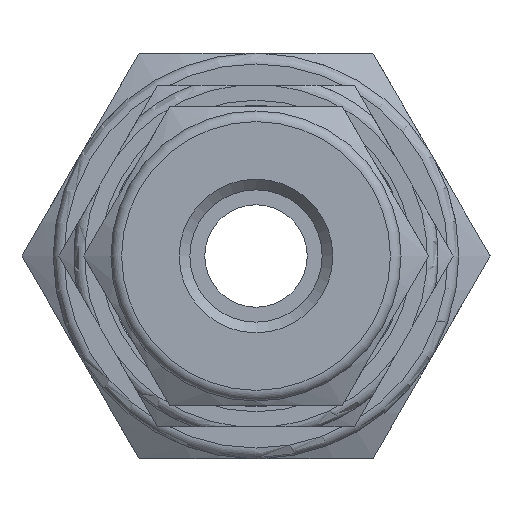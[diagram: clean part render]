
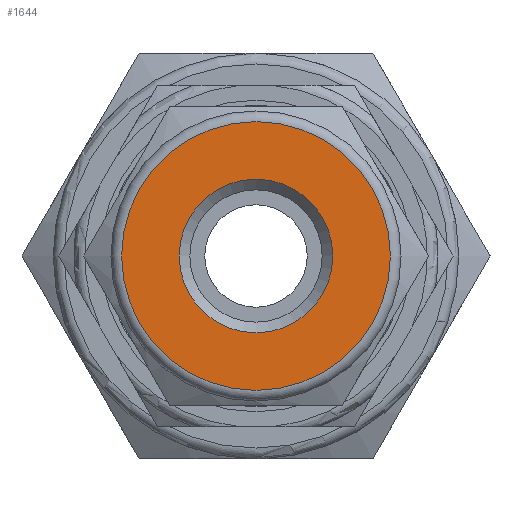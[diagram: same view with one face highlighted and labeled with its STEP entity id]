
A CAD part, left-side view. The second image highlights one B-rep face of the part: STEP entity #1644.
In plain terms, the highlighted planar face has unit normal (-1, 0, 0).
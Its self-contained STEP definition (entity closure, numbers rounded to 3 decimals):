
#76=FACE_BOUND('',#354,.T.);
#106=CIRCLE('',#1790,3.6);
#107=CIRCLE('',#1792,6.3);
#246=FACE_OUTER_BOUND('',#353,.T.);
#353=EDGE_LOOP('',(#1208));
#354=EDGE_LOOP('',(#1209));
#694=VERTEX_POINT('',#2599);
#695=VERTEX_POINT('',#2603);
#888=EDGE_CURVE('',#694,#694,#106,.T.);
#889=EDGE_CURVE('',#695,#695,#107,.T.);
#1208=ORIENTED_EDGE('',*,*,#889,.F.);
#1209=ORIENTED_EDGE('',*,*,#888,.T.);
#1593=PLANE('',#1791);
#1644=ADVANCED_FACE('',(#246,#76),#1593,.T.);
#1790=AXIS2_PLACEMENT_3D('',#2601,#2054,#2055);
#1791=AXIS2_PLACEMENT_3D('',#2602,#2056,#2057);
#1792=AXIS2_PLACEMENT_3D('',#2604,#2058,#2059);
#2054=DIRECTION('center_axis',(1.,0.,0.));
#2055=DIRECTION('ref_axis',(0.,0.,-1.));
#2056=DIRECTION('center_axis',(-1.,0.,0.));
#2057=DIRECTION('ref_axis',(0.,0.,1.));
#2058=DIRECTION('center_axis',(1.,0.,0.));
#2059=DIRECTION('ref_axis',(0.,0.,-1.));
#2599=CARTESIAN_POINT('',(1.755,-3.6,0.));
#2601=CARTESIAN_POINT('Origin',(1.755,0.,0.));
#2602=CARTESIAN_POINT('Origin',(1.755,6.3,0.));
#2603=CARTESIAN_POINT('',(1.755,0.,6.3));
#2604=CARTESIAN_POINT('Origin',(1.755,0.,0.));
